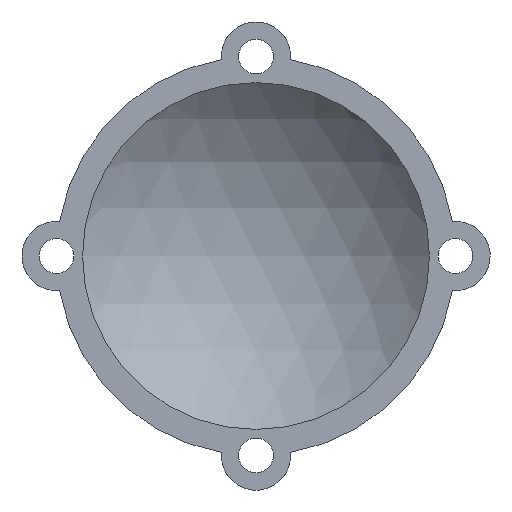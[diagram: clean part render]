
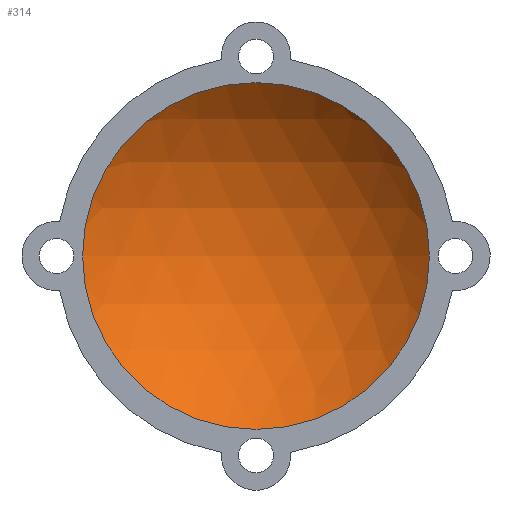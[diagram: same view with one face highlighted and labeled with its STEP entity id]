
A CAD part, front view. The second image highlights one B-rep face of the part: STEP entity #314.
In plain terms, the highlighted spherical face has radius 14 mm.
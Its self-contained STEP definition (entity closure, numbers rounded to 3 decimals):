
#64=FACE_OUTER_BOUND('',#82,.T.);
#82=EDGE_LOOP('',(#218));
#107=CIRCLE('',#353,10.037);
#141=VERTEX_POINT('',#525);
#171=EDGE_CURVE('',#141,#141,#107,.T.);
#218=ORIENTED_EDGE('',*,*,#171,.F.);
#312=SPHERICAL_SURFACE('',#352,14.);
#314=ADVANCED_FACE('',(#64),#312,.F.);
#352=AXIS2_PLACEMENT_3D('',#524,#406,#407);
#353=AXIS2_PLACEMENT_3D('',#526,#408,#409);
#406=DIRECTION('center_axis',(0.,0.,1.));
#407=DIRECTION('ref_axis',(1.,0.,0.));
#408=DIRECTION('center_axis',(0.,1.,0.));
#409=DIRECTION('ref_axis',(0.,0.,-1.));
#524=CARTESIAN_POINT('Origin',(0.,-7.76,0.));
#525=CARTESIAN_POINT('',(0.,2.,10.037));
#526=CARTESIAN_POINT('Origin',(0.,2.,0.));
